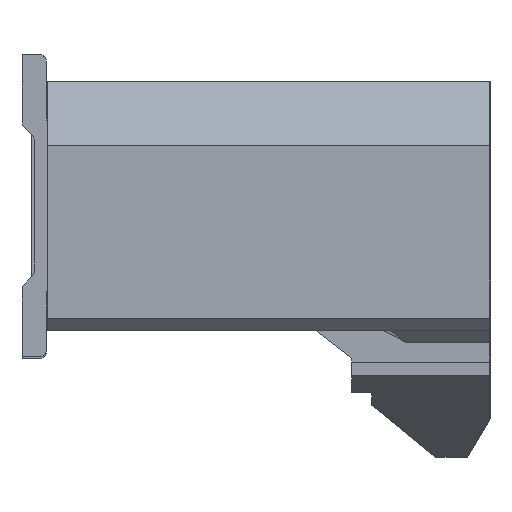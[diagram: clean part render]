
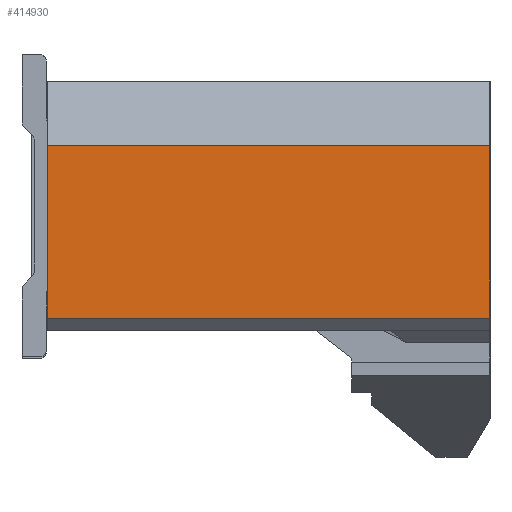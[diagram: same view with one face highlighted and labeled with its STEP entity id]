
A CAD part, left-side view. The second image highlights one B-rep face of the part: STEP entity #414930.
In plain terms, the highlighted planar face has unit normal (-1, 0, 0).
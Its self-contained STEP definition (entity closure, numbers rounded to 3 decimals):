
#48550=CARTESIAN_POINT('',(48.555,52.851,
0.15));
#48560=VERTEX_POINT('',#48550);
#48590=CARTESIAN_POINT('',(48.555,52.851,
0.));
#48600=DIRECTION('',(0.,0.,1.));
#48610=VECTOR('',#48600,1.);
#48620=LINE('',#48590,#48610);
#48630=CARTESIAN_POINT('',(48.555,52.851,2.28));
#48640=VERTEX_POINT('',#48630);
#48650=EDGE_CURVE('',#48560,#48640,#48620,.T.);
#392370=CARTESIAN_POINT('',(48.555,58.321,
0.15));
#392380=VERTEX_POINT('',#392370);
#392410=CARTESIAN_POINT('',(48.555,0.,0.15));
#392420=DIRECTION('',(0.,-1.,0.));
#392430=VECTOR('',#392420,1.);
#392440=LINE('',#392410,#392430);
#392450=EDGE_CURVE('',#392380,#48560,#392440,.T.);
#414700=CARTESIAN_POINT('',(48.555,58.521,
0.));
#414710=DIRECTION('',(1.,0.,0.));
#414720=DIRECTION('',(0.,-1.,0.));
#414730=AXIS2_PLACEMENT_3D('',#414700,#414710,#414720);
#414740=PLANE('',#414730);
#414750=CARTESIAN_POINT('',(48.555,55.586,2.28));
#414760=DIRECTION('',(0.,1.,0.));
#414770=VECTOR('',#414760,1.);
#414780=LINE('',#414750,#414770);
#414790=CARTESIAN_POINT('',(48.555,58.321,
2.28));
#414800=VERTEX_POINT('',#414790);
#414810=EDGE_CURVE('',#48640,#414800,#414780,.T.);
#414820=ORIENTED_EDGE('',*,*,#414810,.T.);
#414830=ORIENTED_EDGE('',*,*,#48650,.T.);
#414840=ORIENTED_EDGE('',*,*,#392450,.T.);
#414850=CARTESIAN_POINT('',(48.555,58.321,
0.));
#414860=DIRECTION('',(0.,0.,1.));
#414870=VECTOR('',#414860,1.);
#414880=LINE('',#414850,#414870);
#414890=EDGE_CURVE('',#392380,#414800,#414880,.T.);
#414900=ORIENTED_EDGE('',*,*,#414890,.F.);
#414910=EDGE_LOOP('',(#414900,#414840,#414830,#414820));
#414920=FACE_OUTER_BOUND('',#414910,.T.);
#414930=ADVANCED_FACE('',(#414920),#414740,.F.);
